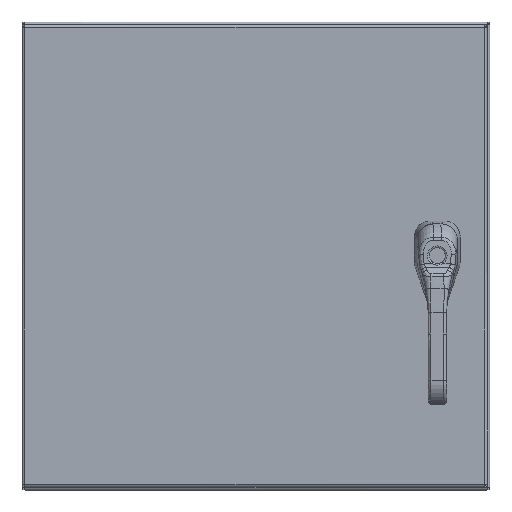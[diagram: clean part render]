
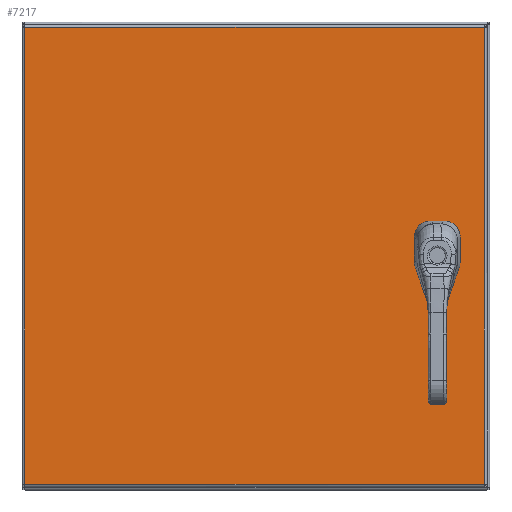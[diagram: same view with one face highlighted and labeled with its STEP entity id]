
A CAD part, top view. The second image highlights one B-rep face of the part: STEP entity #7217.
In plain terms, the highlighted face is planar.
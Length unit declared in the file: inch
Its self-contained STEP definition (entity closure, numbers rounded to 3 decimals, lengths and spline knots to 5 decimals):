
#5447=CARTESIAN_POINT('',(2.33762,10.275,0.0));
#5448=VERTEX_POINT('',#5447);
#5455=CARTESIAN_POINT('',(2.525,10.08762,0.0));
#5456=VERTEX_POINT('',#5455);
#5457=CARTESIAN_POINT('',(2.125,9.875,0.0));
#5458=DIRECTION('',(0.0,0.0,1.0));
#5459=DIRECTION('',(-0.469,-0.883,0.0));
#5460=AXIS2_PLACEMENT_3D('',#5457,#5458,#5459);
#5461=CIRCLE('',#5460,0.453);
#5462=EDGE_CURVE('',#5456,#5448,#5461,.T.);
#5487=CARTESIAN_POINT('',(2.525,9.66238,0.0));
#5488=VERTEX_POINT('',#5487);
#5489=CARTESIAN_POINT('',(2.525,9.66238,0.0));
#5490=DIRECTION('',(0.0,1.0,0.0));
#5491=VECTOR('',#5490,0.42525);
#5492=LINE('',#5489,#5491);
#5493=EDGE_CURVE('',#5488,#5456,#5492,.T.);
#5519=CARTESIAN_POINT('',(2.33762,9.475,0.0));
#5520=VERTEX_POINT('',#5519);
#5521=CARTESIAN_POINT('',(2.125,9.875,0.0));
#5522=DIRECTION('',(0.0,0.0,1.0));
#5523=DIRECTION('',(-0.883,0.469,0.0));
#5524=AXIS2_PLACEMENT_3D('',#5521,#5522,#5523);
#5525=CIRCLE('',#5524,0.453);
#5526=EDGE_CURVE('',#5520,#5488,#5525,.T.);
#5551=CARTESIAN_POINT('',(1.91238,9.475,0.0));
#5552=VERTEX_POINT('',#5551);
#5553=CARTESIAN_POINT('',(1.91238,9.475,0.0));
#5554=DIRECTION('',(1.0,0.0,0.0));
#5555=VECTOR('',#5554,0.42525);
#5556=LINE('',#5553,#5555);
#5557=EDGE_CURVE('',#5552,#5520,#5556,.T.);
#5583=CARTESIAN_POINT('',(1.725,9.66238,0.0));
#5584=VERTEX_POINT('',#5583);
#5585=CARTESIAN_POINT('',(2.125,9.875,0.0));
#5586=DIRECTION('',(0.0,0.0,1.0));
#5587=DIRECTION('',(0.469,0.883,0.0));
#5588=AXIS2_PLACEMENT_3D('',#5585,#5586,#5587);
#5589=CIRCLE('',#5588,0.453);
#5590=EDGE_CURVE('',#5584,#5552,#5589,.T.);
#5615=CARTESIAN_POINT('',(1.725,10.08762,0.0));
#5616=VERTEX_POINT('',#5615);
#5617=CARTESIAN_POINT('',(1.725,10.08762,0.0));
#5618=DIRECTION('',(0.0,-1.0,0.0));
#5619=VECTOR('',#5618,0.42525);
#5620=LINE('',#5617,#5619);
#5621=EDGE_CURVE('',#5616,#5584,#5620,.T.);
#5647=CARTESIAN_POINT('',(1.91238,10.275,0.0));
#5648=VERTEX_POINT('',#5647);
#5649=CARTESIAN_POINT('',(2.125,9.875,0.0));
#5650=DIRECTION('',(0.0,0.0,1.0));
#5651=DIRECTION('',(0.883,-0.469,0.0));
#5652=AXIS2_PLACEMENT_3D('',#5649,#5650,#5651);
#5653=CIRCLE('',#5652,0.453);
#5654=EDGE_CURVE('',#5648,#5616,#5653,.T.);
#5677=CARTESIAN_POINT('',(2.33762,10.275,0.0));
#5678=DIRECTION('',(-1.0,0.0,0.0));
#5679=VECTOR('',#5678,0.42525);
#5680=LINE('',#5677,#5679);
#5681=EDGE_CURVE('',#5448,#5648,#5680,.T.);
#5703=CARTESIAN_POINT('',(1.9845,8.497,0.0));
#5704=VERTEX_POINT('',#5703);
#5705=CARTESIAN_POINT('',(2.125,8.497,0.0));
#5706=DIRECTION('',(0.0,0.0,1.0));
#5707=DIRECTION('',(1.0,0.0,0.0));
#5708=AXIS2_PLACEMENT_3D('',#5705,#5706,#5707);
#5709=CIRCLE('',#5708,0.1405);
#5710=EDGE_CURVE('',#5704,#5704,#5709,.T.);
#5731=CARTESIAN_POINT('',(1.9845,8.989,0.0));
#5732=VERTEX_POINT('',#5731);
#5733=CARTESIAN_POINT('',(2.125,8.989,0.0));
#5734=DIRECTION('',(0.0,0.0,1.0));
#5735=DIRECTION('',(1.0,0.0,0.0));
#5736=AXIS2_PLACEMENT_3D('',#5733,#5734,#5735);
#5737=CIRCLE('',#5736,0.1405);
#5738=EDGE_CURVE('',#5732,#5732,#5737,.T.);
#5759=CARTESIAN_POINT('',(1.9845,10.76,0.0));
#5760=VERTEX_POINT('',#5759);
#5761=CARTESIAN_POINT('',(2.125,10.76,0.0));
#5762=DIRECTION('',(0.0,0.0,1.0));
#5763=DIRECTION('',(1.0,0.0,0.0));
#5764=AXIS2_PLACEMENT_3D('',#5761,#5762,#5763);
#5765=CIRCLE('',#5764,0.1405);
#5766=EDGE_CURVE('',#5760,#5760,#5765,.T.);
#6216=CARTESIAN_POINT('',(19.76975,0.10525,0.));
#6217=VERTEX_POINT('',#6216);
#6228=CARTESIAN_POINT('',(19.76975,19.64475,0.));
#6229=VERTEX_POINT('',#6228);
#6230=CARTESIAN_POINT('',(19.76975,19.64475,0.0));
#6231=DIRECTION('',(0.0,-1.0,0.0));
#6232=VECTOR('',#6231,19.5395);
#6233=LINE('',#6230,#6232);
#6234=EDGE_CURVE('',#6229,#6217,#6233,.T.);
#6386=CARTESIAN_POINT('',(0.10525,0.10525,0.));
#6387=VERTEX_POINT('',#6386);
#6398=CARTESIAN_POINT('',(19.76975,0.10525,0.0));
#6399=DIRECTION('',(-1.0,0.0,0.0));
#6400=VECTOR('',#6399,19.6645);
#6401=LINE('',#6398,#6400);
#6402=EDGE_CURVE('',#6217,#6387,#6401,.T.);
#6663=CARTESIAN_POINT('',(0.10525,19.64475,0.));
#6664=VERTEX_POINT('',#6663);
#6675=CARTESIAN_POINT('',(0.10525,0.10525,0.0));
#6676=DIRECTION('',(0.0,1.0,0.0));
#6677=VECTOR('',#6676,19.5395);
#6678=LINE('',#6675,#6677);
#6679=EDGE_CURVE('',#6387,#6664,#6678,.T.);
#6944=CARTESIAN_POINT('',(0.10525,19.64475,0.0));
#6945=DIRECTION('',(1.0,0.0,0.0));
#6946=VECTOR('',#6945,19.6645);
#6947=LINE('',#6944,#6946);
#6948=EDGE_CURVE('',#6664,#6229,#6947,.T.);
#7187=CARTESIAN_POINT('',(9.9375,9.875,0.0));
#7188=DIRECTION('',(0.0,0.0,1.0));
#7189=DIRECTION('',(1.0,0.0,0.0));
#7190=AXIS2_PLACEMENT_3D('',#7187,#7188,#7189);
#7191=PLANE('',#7190);
#7192=ORIENTED_EDGE('',*,*,#6234,.T.);
#7193=ORIENTED_EDGE('',*,*,#6402,.T.);
#7194=ORIENTED_EDGE('',*,*,#6679,.T.);
#7195=ORIENTED_EDGE('',*,*,#6948,.T.);
#7196=EDGE_LOOP('',(#7192,#7193,#7194,#7195));
#7197=FACE_OUTER_BOUND('',#7196,.T.);
#7198=ORIENTED_EDGE('',*,*,#5462,.T.);
#7199=ORIENTED_EDGE('',*,*,#5681,.T.);
#7200=ORIENTED_EDGE('',*,*,#5654,.T.);
#7201=ORIENTED_EDGE('',*,*,#5621,.T.);
#7202=ORIENTED_EDGE('',*,*,#5590,.T.);
#7203=ORIENTED_EDGE('',*,*,#5557,.T.);
#7204=ORIENTED_EDGE('',*,*,#5526,.T.);
#7205=ORIENTED_EDGE('',*,*,#5493,.T.);
#7206=EDGE_LOOP('',(#7198,#7199,#7200,#7201,#7202,#7203,#7204,#7205));
#7207=FACE_BOUND('',#7206,.T.);
#7208=ORIENTED_EDGE('',*,*,#5710,.T.);
#7209=EDGE_LOOP('',(#7208));
#7210=FACE_BOUND('',#7209,.T.);
#7211=ORIENTED_EDGE('',*,*,#5738,.T.);
#7212=EDGE_LOOP('',(#7211));
#7213=FACE_BOUND('',#7212,.T.);
#7214=ORIENTED_EDGE('',*,*,#5766,.T.);
#7215=EDGE_LOOP('',(#7214));
#7216=FACE_BOUND('',#7215,.T.);
#7217=ADVANCED_FACE('',(#7197,#7207,#7210,#7213,#7216),#7191,.F.);
